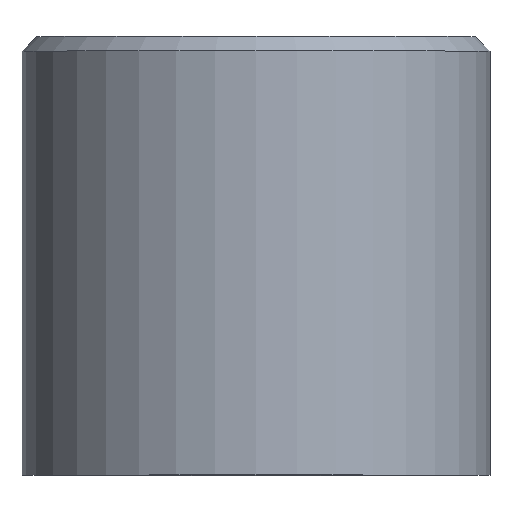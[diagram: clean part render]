
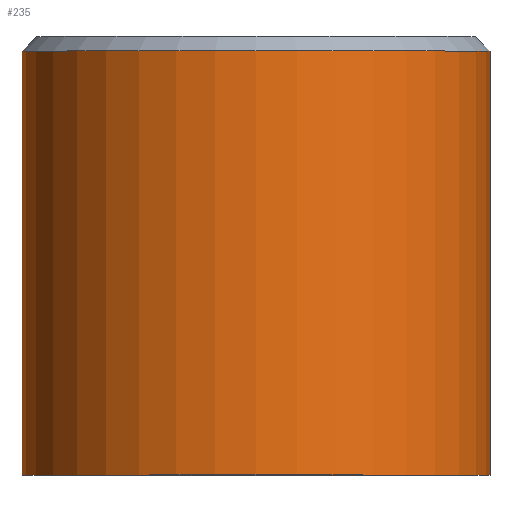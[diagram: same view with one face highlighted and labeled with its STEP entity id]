
A CAD part, top view. The second image highlights one B-rep face of the part: STEP entity #235.
In plain terms, the highlighted cylindrical face has radius 8 mm (diameter 16 mm), a partial arc.
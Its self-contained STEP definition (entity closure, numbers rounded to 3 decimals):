
#9 = EDGE_CURVE ( 'NONE', #12819, #5867, #4205, .T. ) ;
#12 = CARTESIAN_POINT ( 'NONE',  ( 8., 14.5, 0. ) ) ;
#235 = ADVANCED_FACE ( 'NONE', ( #11377 ), #10595, .T. ) ;
#869 = CARTESIAN_POINT ( 'NONE',  ( 8., 15., 0. ) ) ;
#962 = VERTEX_POINT ( 'NONE', #4371 ) ;
#1345 = EDGE_CURVE ( 'NONE', #962, #7133, #8089, .T. ) ;
#2359 = ORIENTED_EDGE ( 'NONE', *, *, #9, .T. ) ;
#2630 = DIRECTION ( 'NONE',  ( 0., 1., 0. ) ) ;
#3246 = DIRECTION ( 'NONE',  ( 1., 0., 0. ) ) ;
#3904 = DIRECTION ( 'NONE',  ( 0., 1., 0. ) ) ;
#3992 = AXIS2_PLACEMENT_3D ( 'NONE', #8762, #2630, #6684 ) ;
#4205 = LINE ( 'NONE', #869, #13158 ) ;
#4371 = CARTESIAN_POINT ( 'NONE',  ( -8., 0., 0. ) ) ;
#4662 = AXIS2_PLACEMENT_3D ( 'NONE', #8352, #10383, #3246 ) ;
#4717 = EDGE_CURVE ( 'NONE', #5867, #7133, #9868, .T. ) ;
#5100 = ORIENTED_EDGE ( 'NONE', *, *, #1345, .F. ) ;
#5333 = EDGE_LOOP ( 'NONE', ( #6209, #2359, #8066, #5100 ) ) ;
#5867 = VERTEX_POINT ( 'NONE', #12 ) ;
#6209 = ORIENTED_EDGE ( 'NONE', *, *, #10304, .T. ) ;
#6594 = DIRECTION ( 'NONE',  ( -1., 0., 0. ) ) ;
#6684 = DIRECTION ( 'NONE',  ( -1., 0., 0. ) ) ;
#6688 = CARTESIAN_POINT ( 'NONE',  ( 0., 0., 0. ) ) ;
#7133 = VERTEX_POINT ( 'NONE', #8022 ) ;
#7606 = AXIS2_PLACEMENT_3D ( 'NONE', #6688, #12863, #6594 ) ;
#8022 = CARTESIAN_POINT ( 'NONE',  ( -8., 14.5, 0. ) ) ;
#8066 = ORIENTED_EDGE ( 'NONE', *, *, #4717, .T. ) ;
#8089 = LINE ( 'NONE', #11222, #11477 ) ;
#8352 = CARTESIAN_POINT ( 'NONE',  ( 0., 14.5, 0. ) ) ;
#8762 = CARTESIAN_POINT ( 'NONE',  ( 0., 15., 0. ) ) ;
#9151 = DIRECTION ( 'NONE',  ( 0., 1., 0. ) ) ;
#9868 = CIRCLE ( 'NONE', #4662, 8. ) ;
#10304 = EDGE_CURVE ( 'NONE', #962, #12819, #12483, .T. ) ;
#10383 = DIRECTION ( 'NONE',  ( 0., -1., 0. ) ) ;
#10595 = CYLINDRICAL_SURFACE ( 'NONE', #3992, 8. ) ;
#10606 = CARTESIAN_POINT ( 'NONE',  ( 8., 0., 0. ) ) ;
#11222 = CARTESIAN_POINT ( 'NONE',  ( -8., 15., 0. ) ) ;
#11377 = FACE_OUTER_BOUND ( 'NONE', #5333, .T. ) ;
#11477 = VECTOR ( 'NONE', #9151, 1000. ) ;
#12483 = CIRCLE ( 'NONE', #7606, 8. ) ;
#12819 = VERTEX_POINT ( 'NONE', #10606 ) ;
#12863 = DIRECTION ( 'NONE',  ( 0., 1., 0. ) ) ;
#13158 = VECTOR ( 'NONE', #3904, 1000. ) ;
